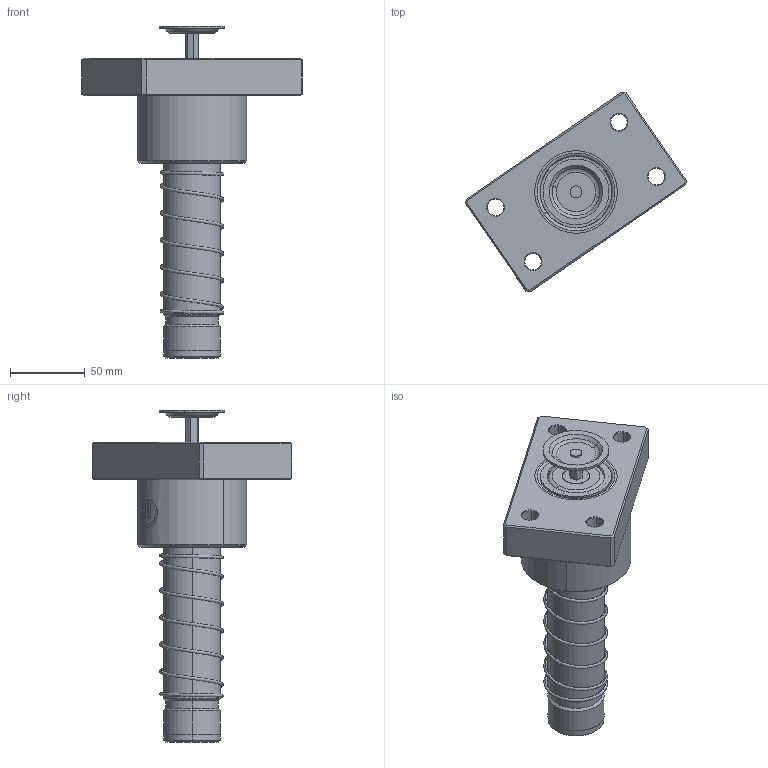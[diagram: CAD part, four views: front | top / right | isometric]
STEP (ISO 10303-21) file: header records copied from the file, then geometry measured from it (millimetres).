
FILE_DESCRIPTION (( 'STEP AP214' ), '1' );
FILE_NAME ('FMJ FMS-D38-L200.STEP', '2021-09-18T03:34:38', ( '' ), ( '' ), 'SwSTEP 2.0', 'SolidWorks 2016', '' );
FILE_SCHEMA (( 'AUTOMOTIVE_DESIGN' ));
Length unit declared in the file: millimetre
Products named in the file (152): BALL-D5; MGM-D38-L200; SAB-38; GTM-44郪蚾; GTM-3-縐种; SAB-38-1; FMJ FMS-D38-L200; BJ BS-D47.5-38.5-L70; GTM-M16蹟簽 -; BJ BS-47.5-38.5-L70郪蚾; GTM-44; HWP-D42.5-d38.5-L90
Assembly tree (144 placements, depth 3):
  BALL-D5
  BALL-D5
  BALL-D5
  BALL-D5
  BALL-D5
Bounding box: 147.33 x 133.24 x 221.52 mm (x, y, z)
Volume: 561562.7 mm3; surface area: 151535.8 mm2
Topology: 136 solids, 136 shells, 703 faces, 2777 edges, 1842 vertices
Faces by surface type: sphere 512, plane 68, cylinder 58, cone 32, bspline 21, torus 12
Entity records: 36365 total; most frequent: CARTESIAN_POINT 19612, ORIENTED_EDGE 2460, DIRECTION 2203, EDGE_CURVE 1230, AXIS2_PLACEMENT_3D 996, VERTEX_POINT 798, EDGE_LOOP 722, B_SPLINE_CURVE_WITH_KNOTS 584
